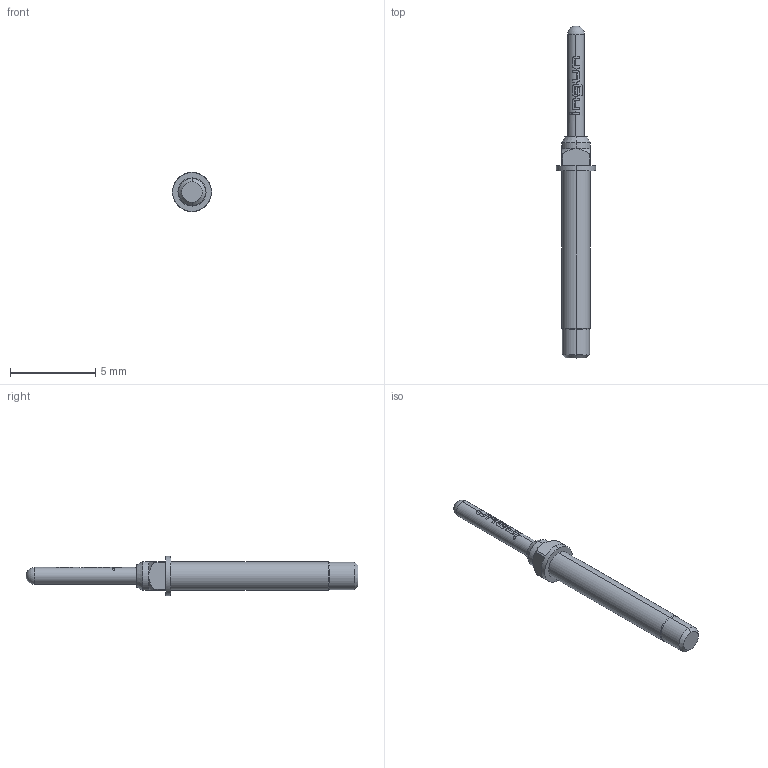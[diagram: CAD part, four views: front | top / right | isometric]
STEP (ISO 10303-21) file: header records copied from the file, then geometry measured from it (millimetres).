
FILE_DESCRIPTION (( 'STEP AP203' ), '1' );
FILE_NAME ('INGUN_GKS-427_305_100_A_xx02_M.STEP', '2020-09-16T10:49:45', ( '' ), ( '' ), 'SwSTEP 2.0', 'SolidWorks 2018', '' );
FILE_SCHEMA (( 'CONFIG_CONTROL_DESIGN' ));
Length unit declared in the file: millimetre
Products named in the file (1): INGUN_GKS-427_305_100_A_xx02_M
Bounding box: 2.3 x 19.5 x 2.3 mm (x, y, z)
Volume: 33.7 mm3; surface area: 95.2 mm2
Topology: 1 solids, 1 shells, 104 faces, 286 edges, 186 vertices
Faces by surface type: bspline 48, plane 25, cylinder 20, cone 10, sphere 1
Entity records: 4430 total; most frequent: CARTESIAN_POINT 2264, ORIENTED_EDGE 566, EDGE_CURVE 283, DIRECTION 219, B_SPLINE_CURVE_WITH_KNOTS 212, VERTEX_POINT 184, EDGE_LOOP 107, FACE_OUTER_BOUND 104
